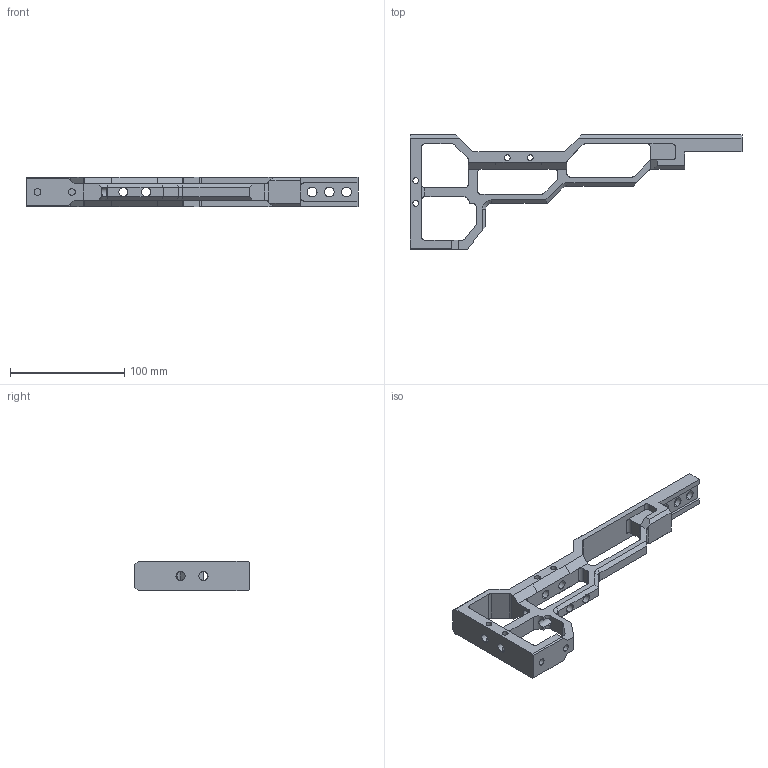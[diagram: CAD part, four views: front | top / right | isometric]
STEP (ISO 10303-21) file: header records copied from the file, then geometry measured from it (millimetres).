
FILE_DESCRIPTION (( 'STEP AP214' ), '1' );
FILE_NAME ('1 Crosse charlotte 3.3.STEP', '2024-12-06T22:15:49', ( '' ), ( '' ), 'SwSTEP 2.0', 'SolidWorks 2024', '' );
FILE_SCHEMA (( 'AUTOMOTIVE_DESIGN' ));
Length unit declared in the file: millimetre
Products named in the file (1): 1 Crosse charlotte 3.3
Bounding box: 290 x 100 x 26 mm (x, y, z)
Volume: 140542.9 mm3; surface area: 48008.6 mm2
Topology: 1 solids, 1 shells, 191 faces, 575 edges, 370 vertices
Faces by surface type: plane 97, cylinder 88, cone 4, bspline 2
Entity records: 7195 total; most frequent: CARTESIAN_POINT 1881, ORIENTED_EDGE 1150, DIRECTION 1077, EDGE_CURVE 575, LINE 375, VECTOR 375, VERTEX_POINT 370, AXIS2_PLACEMENT_3D 351
